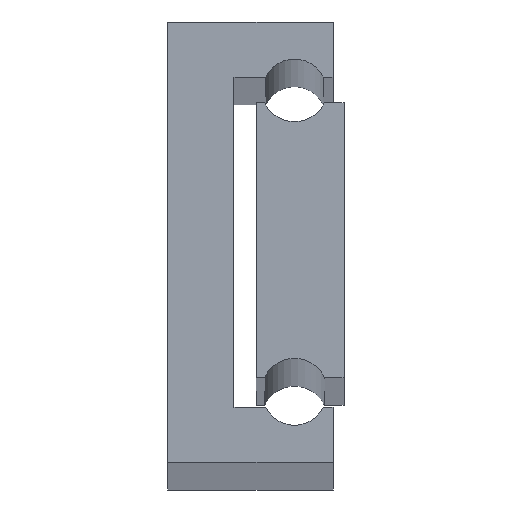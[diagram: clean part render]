
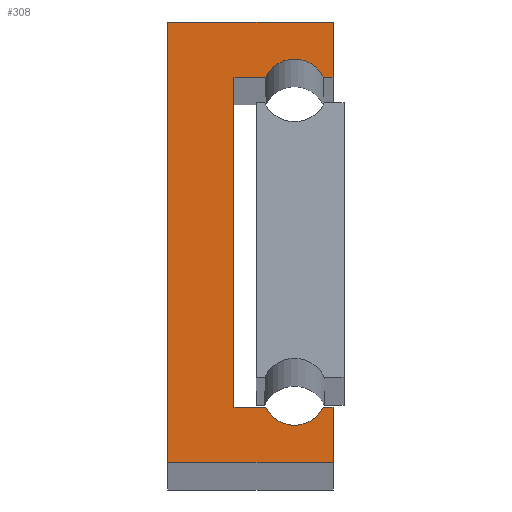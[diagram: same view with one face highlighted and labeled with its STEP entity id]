
A CAD part, top view. The second image highlights one B-rep face of the part: STEP entity #308.
In plain terms, the highlighted planar face has unit normal (0, 0, 1).
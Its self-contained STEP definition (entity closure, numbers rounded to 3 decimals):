
#24 = ORIENTED_EDGE ( 'NONE', *, *, #1884, .T. ) ;
#75 = CARTESIAN_POINT ( 'NONE',  ( 6., 35., 725. ) ) ;
#100 = CARTESIAN_POINT ( 'NONE',  ( 0., 0., 725. ) ) ;
#184 = CARTESIAN_POINT ( 'NONE',  ( 11.5, 33.75, 725. ) ) ;
#188 = ORIENTED_EDGE ( 'NONE', *, *, #1459, .T. ) ;
#200 = CARTESIAN_POINT ( 'NONE',  ( 0., 0., 725. ) ) ;
#201 = DIRECTION ( 'NONE',  ( -1., 0., 0. ) ) ;
#221 = VERTEX_POINT ( 'NONE', #767 ) ;
#222 = EDGE_CURVE ( 'NONE', #1887, #1503, #294, .T. ) ;
#241 = VECTOR ( 'NONE', #1686, 1000. ) ;
#269 = LINE ( 'NONE', #723, #1554 ) ;
#279 = DIRECTION ( 'NONE',  ( 0., 1., 0. ) ) ;
#294 = LINE ( 'NONE', #1529, #658 ) ;
#308 = ADVANCED_FACE ( 'NONE', ( #1720 ), #1577, .F. ) ;
#331 = CARTESIAN_POINT ( 'NONE',  ( 14.105, 35., 725. ) ) ;
#340 = VECTOR ( 'NONE', #279, 1000. ) ;
#382 = LINE ( 'NONE', #1796, #1871 ) ;
#388 = DIRECTION ( 'NONE',  ( 1., 0., 0. ) ) ;
#412 = VERTEX_POINT ( 'NONE', #1931 ) ;
#413 = CARTESIAN_POINT ( 'NONE',  ( 15., 0., 725. ) ) ;
#453 = VECTOR ( 'NONE', #880, 1000. ) ;
#454 = CARTESIAN_POINT ( 'NONE',  ( 15., 0., 725. ) ) ;
#458 = DIRECTION ( 'NONE',  ( -1., 0., 0. ) ) ;
#475 = ORIENTED_EDGE ( 'NONE', *, *, #847, .T. ) ;
#486 = CARTESIAN_POINT ( 'NONE',  ( 15., 35., 725. ) ) ;
#505 = EDGE_CURVE ( 'NONE', #1095, #412, #382, .T. ) ;
#531 = DIRECTION ( 'NONE',  ( 0., 1., 0. ) ) ;
#547 = LINE ( 'NONE', #1318, #724 ) ;
#562 = AXIS2_PLACEMENT_3D ( 'NONE', #184, #1567, #201 ) ;
#569 = CIRCLE ( 'NONE', #766, 2.89 ) ;
#599 = VECTOR ( 'NONE', #797, 1000. ) ;
#605 = EDGE_CURVE ( 'NONE', #1223, #221, #1818, .T. ) ;
#612 = ORIENTED_EDGE ( 'NONE', *, *, #505, .T. ) ;
#658 = VECTOR ( 'NONE', #458, 1000. ) ;
#676 = EDGE_LOOP ( 'NONE', ( #1189, #1419, #975, #188, #24, #612, #1422, #475, #861, #1373, #1919, #1950 ) ) ;
#723 = CARTESIAN_POINT ( 'NONE',  ( 15., 35., 725. ) ) ;
#724 = VECTOR ( 'NONE', #388, 1000. ) ;
#747 = CARTESIAN_POINT ( 'NONE',  ( 15., 40., 725. ) ) ;
#757 = VERTEX_POINT ( 'NONE', #331 ) ;
#766 = AXIS2_PLACEMENT_3D ( 'NONE', #1687, #927, #1535 ) ;
#767 = CARTESIAN_POINT ( 'NONE',  ( 15., 5., 725. ) ) ;
#792 = VECTOR ( 'NONE', #1152, 1000. ) ;
#797 = DIRECTION ( 'NONE',  ( -1., 0., 0. ) ) ;
#821 = EDGE_CURVE ( 'NONE', #1503, #1958, #1858, .T. ) ;
#841 = CARTESIAN_POINT ( 'NONE',  ( 8.895, 5., 725. ) ) ;
#847 = EDGE_CURVE ( 'NONE', #1089, #1710, #1786, .T. ) ;
#861 = ORIENTED_EDGE ( 'NONE', *, *, #1825, .T. ) ;
#880 = DIRECTION ( 'NONE',  ( 1., 0., 0. ) ) ;
#908 = CARTESIAN_POINT ( 'NONE',  ( 11.5, 33.75, 725. ) ) ;
#927 = DIRECTION ( 'NONE',  ( 0., 0., -1. ) ) ;
#929 = LINE ( 'NONE', #1537, #599 ) ;
#934 = EDGE_CURVE ( 'NONE', #1958, #1223, #547, .T. ) ;
#952 = AXIS2_PLACEMENT_3D ( 'NONE', #908, #1377, #1357 ) ;
#963 = VERTEX_POINT ( 'NONE', #486 ) ;
#975 = ORIENTED_EDGE ( 'NONE', *, *, #605, .T. ) ;
#1051 = CIRCLE ( 'NONE', #952, 2.89 ) ;
#1068 = CARTESIAN_POINT ( 'NONE',  ( 0., 40., 725. ) ) ;
#1089 = VERTEX_POINT ( 'NONE', #75 ) ;
#1095 = VERTEX_POINT ( 'NONE', #841 ) ;
#1152 = DIRECTION ( 'NONE',  ( 0., -1., 0. ) ) ;
#1161 = EDGE_CURVE ( 'NONE', #412, #1089, #1724, .T. ) ;
#1189 = ORIENTED_EDGE ( 'NONE', *, *, #821, .T. ) ;
#1223 = VERTEX_POINT ( 'NONE', #413 ) ;
#1269 = VECTOR ( 'NONE', #531, 1000. ) ;
#1315 = EDGE_CURVE ( 'NONE', #757, #963, #269, .T. ) ;
#1318 = CARTESIAN_POINT ( 'NONE',  ( 0., 0., 725. ) ) ;
#1326 = EDGE_CURVE ( 'NONE', #963, #1887, #1934, .T. ) ;
#1357 = DIRECTION ( 'NONE',  ( -1., 0., 0. ) ) ;
#1373 = ORIENTED_EDGE ( 'NONE', *, *, #1315, .T. ) ;
#1377 = DIRECTION ( 'NONE',  ( 0., 0., -1. ) ) ;
#1380 = CARTESIAN_POINT ( 'NONE',  ( 14.105, 5., 725. ) ) ;
#1385 = CARTESIAN_POINT ( 'NONE',  ( 15., 40., 725. ) ) ;
#1392 = VERTEX_POINT ( 'NONE', #1380 ) ;
#1419 = ORIENTED_EDGE ( 'NONE', *, *, #934, .T. ) ;
#1422 = ORIENTED_EDGE ( 'NONE', *, *, #1161, .T. ) ;
#1459 = EDGE_CURVE ( 'NONE', #221, #1392, #929, .T. ) ;
#1503 = VERTEX_POINT ( 'NONE', #1068 ) ;
#1529 = CARTESIAN_POINT ( 'NONE',  ( 0., 40., 725. ) ) ;
#1535 = DIRECTION ( 'NONE',  ( 1., 0., 0. ) ) ;
#1537 = CARTESIAN_POINT ( 'NONE',  ( 15., 5., 725. ) ) ;
#1554 = VECTOR ( 'NONE', #1638, 1000. ) ;
#1567 = DIRECTION ( 'NONE',  ( 0., 0., -1. ) ) ;
#1577 = PLANE ( 'NONE',  #562 ) ;
#1638 = DIRECTION ( 'NONE',  ( 1., 0., 0. ) ) ;
#1686 = DIRECTION ( 'NONE',  ( 0., 1., 0. ) ) ;
#1687 = CARTESIAN_POINT ( 'NONE',  ( 11.5, 6.25, 725. ) ) ;
#1710 = VERTEX_POINT ( 'NONE', #1769 ) ;
#1720 = FACE_OUTER_BOUND ( 'NONE', #676, .T. ) ;
#1724 = LINE ( 'NONE', #1741, #1269 ) ;
#1741 = CARTESIAN_POINT ( 'NONE',  ( 6., 5., 725. ) ) ;
#1759 = CARTESIAN_POINT ( 'NONE',  ( 8.895, 35., 725. ) ) ;
#1769 = CARTESIAN_POINT ( 'NONE',  ( 8.895, 35., 725. ) ) ;
#1786 = LINE ( 'NONE', #1759, #453 ) ;
#1796 = CARTESIAN_POINT ( 'NONE',  ( 8.895, 5., 725. ) ) ;
#1818 = LINE ( 'NONE', #454, #241 ) ;
#1825 = EDGE_CURVE ( 'NONE', #1710, #757, #1051, .T. ) ;
#1858 = LINE ( 'NONE', #100, #792 ) ;
#1871 = VECTOR ( 'NONE', #1914, 1000. ) ;
#1884 = EDGE_CURVE ( 'NONE', #1392, #1095, #569, .T. ) ;
#1887 = VERTEX_POINT ( 'NONE', #1385 ) ;
#1914 = DIRECTION ( 'NONE',  ( -1., 0., 0. ) ) ;
#1919 = ORIENTED_EDGE ( 'NONE', *, *, #1326, .T. ) ;
#1931 = CARTESIAN_POINT ( 'NONE',  ( 6., 5., 725. ) ) ;
#1934 = LINE ( 'NONE', #747, #340 ) ;
#1950 = ORIENTED_EDGE ( 'NONE', *, *, #222, .T. ) ;
#1958 = VERTEX_POINT ( 'NONE', #200 ) ;
